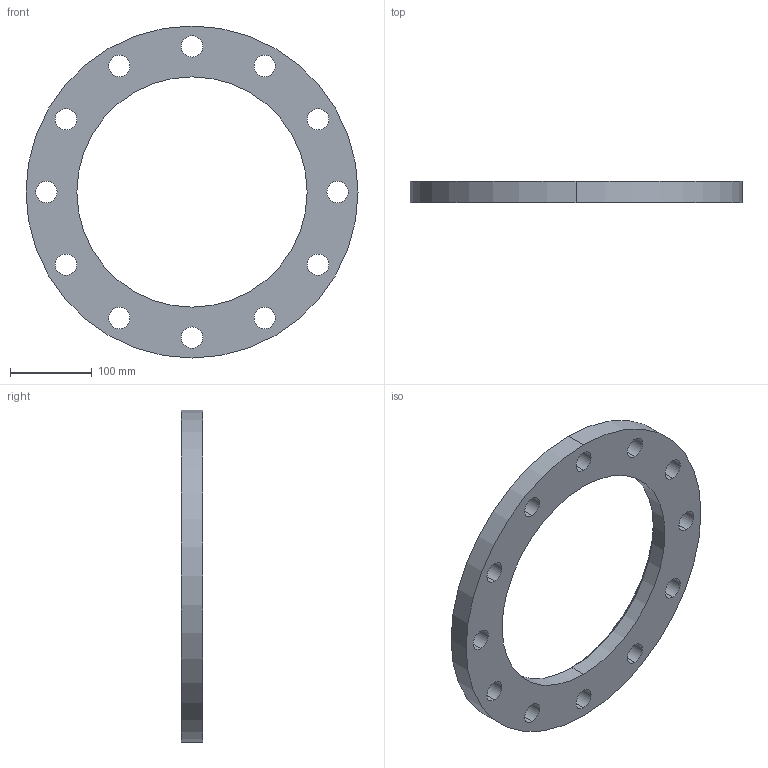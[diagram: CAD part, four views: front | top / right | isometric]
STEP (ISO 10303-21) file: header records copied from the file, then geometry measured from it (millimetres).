
FILE_DESCRIPTION (( 'STEP AP203' ), '1' );
FILE_NAME ('3D_R181-PN16_DN250_17606253.STEP', '2024-06-28T11:22:37', ( '' ), ( '' ), 'SwSTEP 2.0', 'SolidWorks 2024', '' );
FILE_SCHEMA (( 'CONFIG_CONTROL_DESIGN' ));
Length unit declared in the file: millimetre
Products named in the file (1): 3D_R181-PN16_DN250_17606253
Bounding box: 405 x 26 x 405 mm (x, y, z)
Volume: 1555270.6 mm3; surface area: 199338.1 mm2
Topology: 1 solids, 1 shells, 32 faces, 88 edges, 58 vertices
Faces by surface type: cylinder 28, cone 2, plane 2
Entity records: 1183 total; most frequent: DIRECTION 212, CARTESIAN_POINT 179, ORIENTED_EDGE 176, AXIS2_PLACEMENT_3D 91, EDGE_CURVE 88, EDGE_LOOP 58, CIRCLE 58, VERTEX_POINT 58
